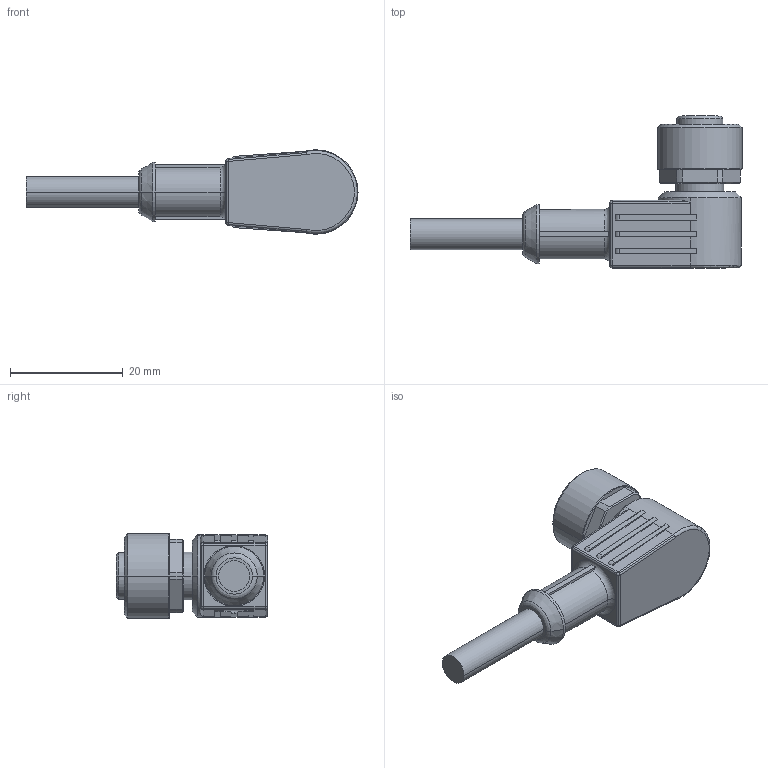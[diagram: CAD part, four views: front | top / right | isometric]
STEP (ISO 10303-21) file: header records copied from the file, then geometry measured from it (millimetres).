
FILE_DESCRIPTION (( 'STEP AP214' ), '1' );
FILE_NAME ('7000-12361-2150500.step', '2016-05-09T18:38:40', ( '' ), ( '' ), 'SwSTEP 2.0', 'SolidWorks 2015', '' );
FILE_SCHEMA (( 'AUTOMOTIVE_DESIGN' ));
Length unit declared in the file: millimetre
Products named in the file (1): 7000-12361-2150500
Bounding box: 59 x 27 x 15 mm (x, y, z)
Volume: 6804.7 mm3; surface area: 3612.5 mm2
Topology: 1 solids, 1 shells, 150 faces, 367 edges, 232 vertices
Faces by surface type: plane 61, cylinder 60, cone 18, torus 7, sphere 4
Entity records: 5440 total; most frequent: CARTESIAN_POINT 880, DIRECTION 801, ORIENTED_EDGE 734, EDGE_CURVE 367, AXIS2_PLACEMENT_3D 315, VERTEX_POINT 232, VECTOR 171, LINE 171
